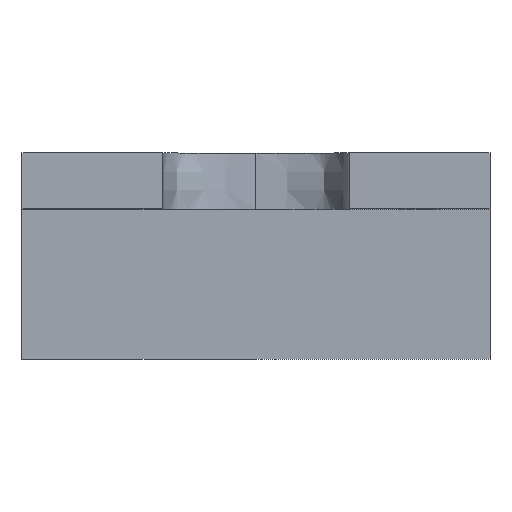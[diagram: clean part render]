
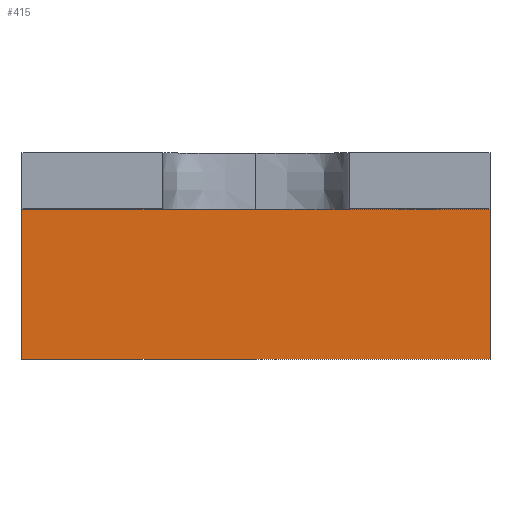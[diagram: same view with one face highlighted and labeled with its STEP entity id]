
A CAD part, top view. The second image highlights one B-rep face of the part: STEP entity #415.
In plain terms, the highlighted planar face has unit normal (0, 0, 1).
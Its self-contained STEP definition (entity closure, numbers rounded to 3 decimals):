
#51=LINE('',#749,#89);
#60=LINE('',#779,#98);
#61=LINE('',#781,#99);
#62=LINE('',#782,#100);
#89=VECTOR('',#494,10.);
#98=VECTOR('',#521,10.);
#99=VECTOR('',#522,10.);
#100=VECTOR('',#523,10.);
#124=PLANE('',#456);
#141=FACE_OUTER_BOUND('',#170,.T.);
#170=EDGE_LOOP('',(#336,#337,#338,#339));
#208=VERTEX_POINT('',#746);
#209=VERTEX_POINT('',#748);
#221=VERTEX_POINT('',#778);
#222=VERTEX_POINT('',#780);
#250=EDGE_CURVE('',#208,#209,#51,.T.);
#265=EDGE_CURVE('',#208,#221,#60,.T.);
#266=EDGE_CURVE('',#221,#222,#61,.T.);
#267=EDGE_CURVE('',#222,#209,#62,.T.);
#336=ORIENTED_EDGE('',*,*,#250,.F.);
#337=ORIENTED_EDGE('',*,*,#265,.T.);
#338=ORIENTED_EDGE('',*,*,#266,.T.);
#339=ORIENTED_EDGE('',*,*,#267,.T.);
#415=ADVANCED_FACE('',(#141),#124,.T.);
#456=AXIS2_PLACEMENT_3D('',#777,#519,#520);
#494=DIRECTION('',(1.,0.,0.));
#519=DIRECTION('center_axis',(0.,0.,1.));
#520=DIRECTION('ref_axis',(1.,0.,0.));
#521=DIRECTION('',(0.,-1.,0.));
#522=DIRECTION('',(1.,0.,0.));
#523=DIRECTION('',(0.,1.,0.));
#746=CARTESIAN_POINT('',(-38.,-157.7,343.345));
#748=CARTESIAN_POINT('',(12.,-157.7,343.345));
#749=CARTESIAN_POINT('',(-25.5,-157.7,343.345));
#777=CARTESIAN_POINT('Origin',(-38.,-168.7,343.345));
#778=CARTESIAN_POINT('',(-38.,-173.7,343.345));
#779=CARTESIAN_POINT('',(-38.,-168.7,343.345));
#780=CARTESIAN_POINT('',(12.,-173.7,343.345));
#781=CARTESIAN_POINT('',(-38.,-173.7,343.345));
#782=CARTESIAN_POINT('',(12.,-168.7,343.345));
